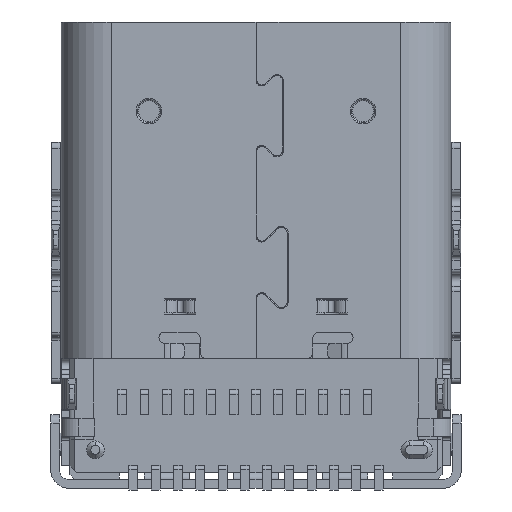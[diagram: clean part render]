
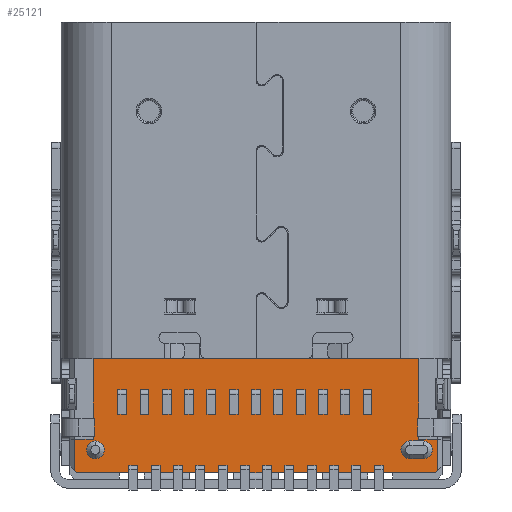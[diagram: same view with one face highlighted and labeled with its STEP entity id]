
A CAD part, front view. The second image highlights one B-rep face of the part: STEP entity #25121.
In plain terms, the highlighted planar face has unit normal (0, -1, 0).
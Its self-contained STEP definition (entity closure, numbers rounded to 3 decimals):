
#9 = VECTOR ( 'NONE', #18022, 1000. ) ;
#146 = FACE_OUTER_BOUND ( 'NONE', #1097, .T. ) ;
#282 = VECTOR ( 'NONE', #21723, 1000. ) ;
#1019 = CARTESIAN_POINT ( 'NONE',  ( 3.45, 0.1, -4.5 ) ) ;
#1097 = EDGE_LOOP ( 'NONE', ( #14451, #21202, #21257, #13110, #20823, #12659, #1552, #24185, #21851, #3993 ) ) ;
#1257 = VERTEX_POINT ( 'NONE', #21447 ) ;
#1296 = CARTESIAN_POINT ( 'NONE',  ( -3.645, 0.1, -4.46 ) ) ;
#1552 = ORIENTED_EDGE ( 'NONE', *, *, #18518, .T. ) ;
#2056 = VERTEX_POINT ( 'NONE', #6048 ) ;
#2734 = AXIS2_PLACEMENT_3D ( 'NONE', #15817, #22857, #22704 ) ;
#3038 = DIRECTION ( 'NONE',  ( 0., 0., -1. ) ) ;
#3237 = VECTOR ( 'NONE', #27427, 1000. ) ;
#3307 = LINE ( 'NONE', #19438, #282 ) ;
#3390 = VERTEX_POINT ( 'NONE', #27729 ) ;
#3461 = EDGE_CURVE ( 'NONE', #14228, #10669, #24154, .T. ) ;
#3625 = DIRECTION ( 'NONE',  ( 0., 0., -1. ) ) ;
#3767 = DIRECTION ( 'NONE',  ( 1., 0., 0. ) ) ;
#3993 = ORIENTED_EDGE ( 'NONE', *, *, #10621, .T. ) ;
#4297 = DIRECTION ( 'NONE',  ( 0.707, 0., 0.707 ) ) ;
#4756 = CARTESIAN_POINT ( 'NONE',  ( 3.645, 0.1, -4.46 ) ) ;
#5022 = ORIENTED_EDGE ( 'NONE', *, *, #26888, .F. ) ;
#5083 = VECTOR ( 'NONE', #23430, 1000. ) ;
#5414 = LINE ( 'NONE', #9883, #25392 ) ;
#5682 = LINE ( 'NONE', #15051, #27725 ) ;
#6048 = CARTESIAN_POINT ( 'NONE',  ( -3.6, 0.1, -4.9 ) ) ;
#6160 = EDGE_CURVE ( 'NONE', #24775, #3390, #5682, .T. ) ;
#6190 = CARTESIAN_POINT ( 'NONE',  ( -4.17, 0.1, -5.06 ) ) ;
#6506 = VERTEX_POINT ( 'NONE', #8261 ) ;
#6547 = CARTESIAN_POINT ( 'NONE',  ( 3.645, 0.1, -2.66 ) ) ;
#6898 = CARTESIAN_POINT ( 'NONE',  ( -3.645, 0.1, -2.66 ) ) ;
#6947 = ORIENTED_EDGE ( 'NONE', *, *, #27016, .F. ) ;
#7793 = CARTESIAN_POINT ( 'NONE',  ( -4.07, 0.1, -5.16 ) ) ;
#8261 = CARTESIAN_POINT ( 'NONE',  ( -3.645, 0.1, -2.66 ) ) ;
#8905 = ORIENTED_EDGE ( 'NONE', *, *, #23176, .F. ) ;
#9041 = DIRECTION ( 'NONE',  ( 0., 0., -1. ) ) ;
#9121 = CIRCLE ( 'NONE', #2734, 0.2 ) ;
#9517 = FACE_BOUND ( 'NONE', #10452, .T. ) ;
#9540 = VERTEX_POINT ( 'NONE', #22649 ) ;
#9733 = DIRECTION ( 'NONE',  ( -1., 0., 0. ) ) ;
#9883 = CARTESIAN_POINT ( 'NONE',  ( -3.645, 0.1, -4.46 ) ) ;
#10452 = EDGE_LOOP ( 'NONE', ( #21907, #25031, #6947, #17501 ) ) ;
#10621 = EDGE_CURVE ( 'NONE', #6506, #9540, #15887, .T. ) ;
#10669 = VERTEX_POINT ( 'NONE', #10676 ) ;
#10676 = CARTESIAN_POINT ( 'NONE',  ( 3.45, 0.1, -4.9 ) ) ;
#11034 = VECTOR ( 'NONE', #21108, 1000. ) ;
#11038 = DIRECTION ( 'NONE',  ( 0., -1., 0. ) ) ;
#11525 = EDGE_CURVE ( 'NONE', #1257, #26663, #9121, .T. ) ;
#11535 = EDGE_CURVE ( 'NONE', #20560, #6506, #15972, .T. ) ;
#11636 = EDGE_CURVE ( 'NONE', #3390, #24735, #18573, .T. ) ;
#11690 = EDGE_CURVE ( 'NONE', #19181, #24775, #3307, .T. ) ;
#11816 = DIRECTION ( 'NONE',  ( 0., -1., 0. ) ) ;
#12137 = EDGE_LOOP ( 'NONE', ( #5022, #8905 ) ) ;
#12659 = ORIENTED_EDGE ( 'NONE', *, *, #11636, .T. ) ;
#12886 = VERTEX_POINT ( 'NONE', #7793 ) ;
#13110 = ORIENTED_EDGE ( 'NONE', *, *, #11690, .T. ) ;
#13453 = CARTESIAN_POINT ( 'NONE',  ( -3.6, 0.1, -4.7 ) ) ;
#14228 = VERTEX_POINT ( 'NONE', #1019 ) ;
#14451 = ORIENTED_EDGE ( 'NONE', *, *, #20002, .T. ) ;
#14908 = AXIS2_PLACEMENT_3D ( 'NONE', #13453, #22939, #3625 ) ;
#15051 = CARTESIAN_POINT ( 'NONE',  ( 4.02, 0.1, -5.21 ) ) ;
#15595 = CARTESIAN_POINT ( 'NONE',  ( 4.02, 0.1, -5.21 ) ) ;
#15800 = LINE ( 'NONE', #30158, #5083 ) ;
#15817 = CARTESIAN_POINT ( 'NONE',  ( 3.75, 0.1, -4.7 ) ) ;
#15887 = LINE ( 'NONE', #1296, #25657 ) ;
#15972 = LINE ( 'NONE', #6898, #22826 ) ;
#16388 = DIRECTION ( 'NONE',  ( -1., 0., 0. ) ) ;
#16395 = CARTESIAN_POINT ( 'NONE',  ( -4.02, 0.1, -5.21 ) ) ;
#16418 = CARTESIAN_POINT ( 'NONE',  ( 3.75, 0.1, -4.5 ) ) ;
#16531 = CARTESIAN_POINT ( 'NONE',  ( 3.645, 0.1, -4.46 ) ) ;
#17184 = EDGE_CURVE ( 'NONE', #12886, #19181, #29496, .T. ) ;
#17479 = VERTEX_POINT ( 'NONE', #27788 ) ;
#17501 = ORIENTED_EDGE ( 'NONE', *, *, #11525, .F. ) ;
#18022 = DIRECTION ( 'NONE',  ( 0.707, 0., -0.707 ) ) ;
#18056 = CARTESIAN_POINT ( 'NONE',  ( 4.07, 0.1, -4.46 ) ) ;
#18518 = EDGE_CURVE ( 'NONE', #24735, #27969, #23730, .T. ) ;
#18573 = LINE ( 'NONE', #25722, #3237 ) ;
#18875 = PLANE ( 'NONE',  #24111 ) ;
#19002 = VERTEX_POINT ( 'NONE', #22085 ) ;
#19149 = AXIS2_PLACEMENT_3D ( 'NONE', #20241, #11038, #9041 ) ;
#19181 = VERTEX_POINT ( 'NONE', #16395 ) ;
#19395 = EDGE_CURVE ( 'NONE', #27969, #20560, #25975, .T. ) ;
#19438 = CARTESIAN_POINT ( 'NONE',  ( -4.02, 0.1, -5.21 ) ) ;
#19546 = VECTOR ( 'NONE', #20820, 1000. ) ;
#19629 = CIRCLE ( 'NONE', #19149, 0.2 ) ;
#20002 = EDGE_CURVE ( 'NONE', #9540, #17479, #5414, .T. ) ;
#20056 = CARTESIAN_POINT ( 'NONE',  ( 3.45, 0.1, -4.9 ) ) ;
#20160 = VECTOR ( 'NONE', #16388, 1000. ) ;
#20241 = CARTESIAN_POINT ( 'NONE',  ( -3.6, 0.1, -4.7 ) ) ;
#20306 = CIRCLE ( 'NONE', #14908, 0.2 ) ;
#20560 = VERTEX_POINT ( 'NONE', #6547 ) ;
#20820 = DIRECTION ( 'NONE',  ( 0., 0., 1. ) ) ;
#20823 = ORIENTED_EDGE ( 'NONE', *, *, #6160, .T. ) ;
#20866 = DIRECTION ( 'NONE',  ( -1., 0., 0. ) ) ;
#21108 = DIRECTION ( 'NONE',  ( -1., 0., 0. ) ) ;
#21171 = FACE_BOUND ( 'NONE', #12137, .T. ) ;
#21202 = ORIENTED_EDGE ( 'NONE', *, *, #28226, .T. ) ;
#21241 = VECTOR ( 'NONE', #3767, 1000. ) ;
#21257 = ORIENTED_EDGE ( 'NONE', *, *, #17184, .T. ) ;
#21447 = CARTESIAN_POINT ( 'NONE',  ( 3.75, 0.1, -4.9 ) ) ;
#21723 = DIRECTION ( 'NONE',  ( 1., 0., 0. ) ) ;
#21851 = ORIENTED_EDGE ( 'NONE', *, *, #11535, .T. ) ;
#21907 = ORIENTED_EDGE ( 'NONE', *, *, #25732, .F. ) ;
#22085 = CARTESIAN_POINT ( 'NONE',  ( -3.6, 0.1, -4.5 ) ) ;
#22635 = LINE ( 'NONE', #20056, #21241 ) ;
#22649 = CARTESIAN_POINT ( 'NONE',  ( -3.645, 0.1, -4.46 ) ) ;
#22704 = DIRECTION ( 'NONE',  ( 0., 0., -1. ) ) ;
#22826 = VECTOR ( 'NONE', #20866, 1000. ) ;
#22857 = DIRECTION ( 'NONE',  ( 0., -1., 0. ) ) ;
#22939 = DIRECTION ( 'NONE',  ( 0., -1., 0. ) ) ;
#23111 = CARTESIAN_POINT ( 'NONE',  ( 3.645, 0.1, -2.66 ) ) ;
#23176 = EDGE_CURVE ( 'NONE', #2056, #19002, #19629, .T. ) ;
#23430 = DIRECTION ( 'NONE',  ( 0., 0., -1. ) ) ;
#23730 = LINE ( 'NONE', #16531, #20160 ) ;
#23749 = DIRECTION ( 'NONE',  ( 0., -1., 0. ) ) ;
#24111 = AXIS2_PLACEMENT_3D ( 'NONE', #28161, #23749, #28472 ) ;
#24154 = CIRCLE ( 'NONE', #27075, 0.2 ) ;
#24185 = ORIENTED_EDGE ( 'NONE', *, *, #19395, .T. ) ;
#24735 = VERTEX_POINT ( 'NONE', #18056 ) ;
#24775 = VERTEX_POINT ( 'NONE', #15595 ) ;
#25031 = ORIENTED_EDGE ( 'NONE', *, *, #3461, .F. ) ;
#25121 = ADVANCED_FACE ( 'NONE', ( #21171, #146, #9517 ), #18875, .T. ) ;
#25392 = VECTOR ( 'NONE', #9733, 1000. ) ;
#25657 = VECTOR ( 'NONE', #27495, 1000. ) ;
#25722 = CARTESIAN_POINT ( 'NONE',  ( 4.07, 0.1, 0. ) ) ;
#25732 = EDGE_CURVE ( 'NONE', #10669, #1257, #22635, .T. ) ;
#25975 = LINE ( 'NONE', #23111, #19546 ) ;
#26663 = VERTEX_POINT ( 'NONE', #16418 ) ;
#26888 = EDGE_CURVE ( 'NONE', #19002, #2056, #20306, .T. ) ;
#27016 = EDGE_CURVE ( 'NONE', #26663, #14228, #28106, .T. ) ;
#27075 = AXIS2_PLACEMENT_3D ( 'NONE', #28155, #11816, #3038 ) ;
#27427 = DIRECTION ( 'NONE',  ( 0., 0., 1. ) ) ;
#27495 = DIRECTION ( 'NONE',  ( 0., 0., -1. ) ) ;
#27725 = VECTOR ( 'NONE', #4297, 1000. ) ;
#27729 = CARTESIAN_POINT ( 'NONE',  ( 4.07, 0.1, -5.16 ) ) ;
#27788 = CARTESIAN_POINT ( 'NONE',  ( -4.07, 0.1, -4.46 ) ) ;
#27969 = VERTEX_POINT ( 'NONE', #4756 ) ;
#28106 = LINE ( 'NONE', #30121, #11034 ) ;
#28155 = CARTESIAN_POINT ( 'NONE',  ( 3.45, 0.1, -4.7 ) ) ;
#28161 = CARTESIAN_POINT ( 'NONE',  ( 0., 0.1, 0. ) ) ;
#28226 = EDGE_CURVE ( 'NONE', #17479, #12886, #15800, .T. ) ;
#28472 = DIRECTION ( 'NONE',  ( 0., 0., -1. ) ) ;
#29496 = LINE ( 'NONE', #6190, #9 ) ;
#30121 = CARTESIAN_POINT ( 'NONE',  ( 3.45, 0.1, -4.5 ) ) ;
#30158 = CARTESIAN_POINT ( 'NONE',  ( -4.07, 0.1, 0. ) ) ;
